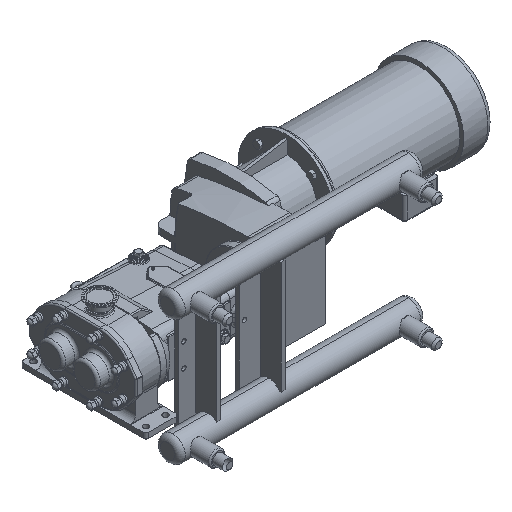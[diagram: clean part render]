
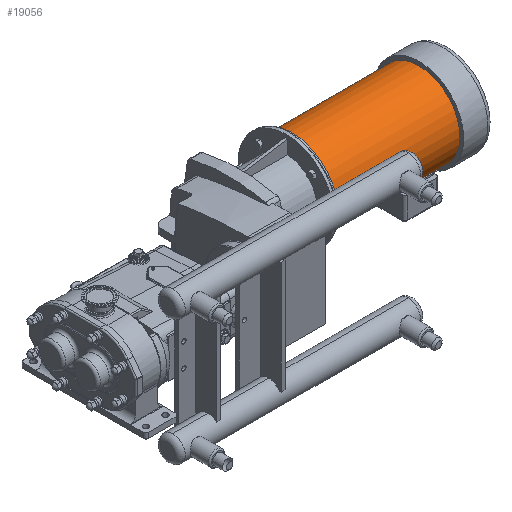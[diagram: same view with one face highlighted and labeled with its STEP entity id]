
A CAD part, isometric view. The second image highlights one B-rep face of the part: STEP entity #19056.
In plain terms, the highlighted cylindrical face has radius 99.771 mm (diameter 199.542 mm), a full revolution.
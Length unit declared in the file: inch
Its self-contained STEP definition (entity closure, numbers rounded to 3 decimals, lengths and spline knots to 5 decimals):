
#1830=CIRCLE('',#21011,3.928);
#1864=CIRCLE('',#21074,3.928);
#1865=CIRCLE('',#21075,3.928);
#1866=CIRCLE('',#21077,3.928);
#2222=CYLINDRICAL_SURFACE('',#21078,3.928);
#3256=FACE_OUTER_BOUND('',#4422,.T.);
#4422=EDGE_LOOP('',(#17294,#17295,#17296,#17297,#17298,#17299,#17300,#17301));
#5830=LINE('',#35821,#7226);
#5837=LINE('',#35838,#7233);
#5838=LINE('',#35846,#7234);
#7226=VECTOR('',#26438,0.3937);
#7233=VECTOR('',#26457,0.3937);
#7234=VECTOR('',#26470,3.928);
#8973=VERTEX_POINT('',#35600);
#9018=VERTEX_POINT('',#35818);
#9019=VERTEX_POINT('',#35820);
#9022=VERTEX_POINT('',#35834);
#9023=VERTEX_POINT('',#35836);
#9024=VERTEX_POINT('',#35840);
#11714=EDGE_CURVE('',#8973,#8973,#1830,.T.);
#11786=EDGE_CURVE('',#9019,#9018,#5830,.T.);
#11795=EDGE_CURVE('',#9022,#9023,#5837,.T.);
#11796=EDGE_CURVE('',#9024,#9019,#1864,.T.);
#11797=EDGE_CURVE('',#9023,#9024,#1865,.T.);
#11798=EDGE_CURVE('',#9018,#9022,#1866,.T.);
#11799=EDGE_CURVE('',#8973,#9024,#5838,.T.);
#17294=ORIENTED_EDGE('',*,*,#11714,.T.);
#17295=ORIENTED_EDGE('',*,*,#11799,.T.);
#17296=ORIENTED_EDGE('',*,*,#11796,.T.);
#17297=ORIENTED_EDGE('',*,*,#11786,.T.);
#17298=ORIENTED_EDGE('',*,*,#11798,.T.);
#17299=ORIENTED_EDGE('',*,*,#11795,.T.);
#17300=ORIENTED_EDGE('',*,*,#11797,.T.);
#17301=ORIENTED_EDGE('',*,*,#11799,.F.);
#19056=ADVANCED_FACE('',(#3256),#2222,.T.);
#21011=AXIS2_PLACEMENT_3D('',#35601,#26292,#26293);
#21074=AXIS2_PLACEMENT_3D('',#35841,#26460,#26461);
#21075=AXIS2_PLACEMENT_3D('',#35842,#26462,#26463);
#21077=AXIS2_PLACEMENT_3D('',#35844,#26466,#26467);
#21078=AXIS2_PLACEMENT_3D('',#35845,#26468,#26469);
#26292=DIRECTION('center_axis',(1.,0.,0.));
#26293=DIRECTION('ref_axis',(0.,0.,
1.));
#26438=DIRECTION('',(1.,0.,0.));
#26457=DIRECTION('',(-1.,0.,0.));
#26460=DIRECTION('center_axis',(-1.,0.,0.));
#26461=DIRECTION('ref_axis',(0.,0.,
1.));
#26462=DIRECTION('center_axis',(-1.,0.,0.));
#26463=DIRECTION('ref_axis',(0.,0.,
1.));
#26466=DIRECTION('center_axis',(-1.,0.,0.));
#26467=DIRECTION('ref_axis',(0.,-1.,0.));
#26468=DIRECTION('center_axis',(-1.,0.,0.));
#26469=DIRECTION('ref_axis',(0.,0.,
1.));
#26470=DIRECTION('',(1.,0.,0.));
#35600=CARTESIAN_POINT('',(23.552,4.137,-3.928));
#35601=CARTESIAN_POINT('Origin',(23.552,4.137,0.));
#35818=CARTESIAN_POINT('',(35.71,2.173,-3.40175));
#35820=CARTESIAN_POINT('',(32.584,2.173,-3.40175));
#35821=CARTESIAN_POINT('',(29.5235,2.173,-3.40175));
#35834=CARTESIAN_POINT('',(35.71,6.101,-3.40175));
#35836=CARTESIAN_POINT('',(32.584,6.101,-3.40175));
#35838=CARTESIAN_POINT('',(29.5235,6.101,-3.40175));
#35840=CARTESIAN_POINT('',(32.584,4.137,-3.928));
#35841=CARTESIAN_POINT('Origin',(32.584,4.137,0.));
#35842=CARTESIAN_POINT('Origin',(32.584,4.137,0.));
#35844=CARTESIAN_POINT('Origin',(35.71,4.137,0.));
#35845=CARTESIAN_POINT('Origin',(29.5235,4.137,0.));
#35846=CARTESIAN_POINT('',(29.5235,4.137,-3.928));
